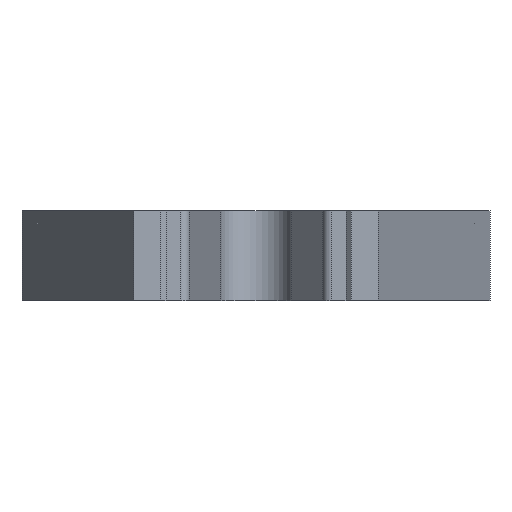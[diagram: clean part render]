
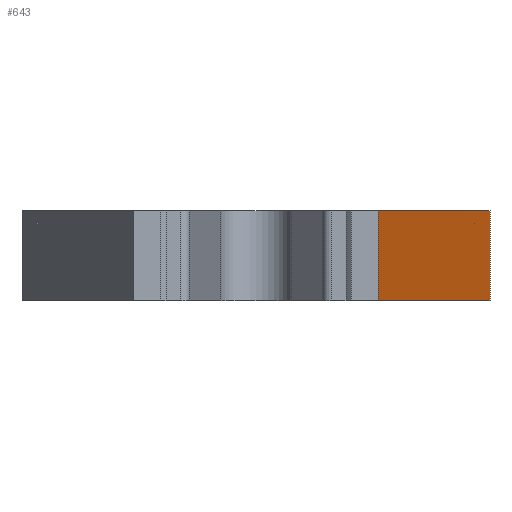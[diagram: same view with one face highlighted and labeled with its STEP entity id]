
A CAD part, front view. The second image highlights one B-rep face of the part: STEP entity #643.
In plain terms, the highlighted planar face has unit normal (0.946, -0.326, 0).
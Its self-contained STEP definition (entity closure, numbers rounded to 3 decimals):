
#607=AXIS2_PLACEMENT_3D('Plane Axis2P3D',#604,#605,#606) ;
#604=CARTESIAN_POINT('Axis2P3D Location',(19.8,0.,0.)) ;
#609=CARTESIAN_POINT('Line Origine',(19.8,0.,2.5)) ;
#613=CARTESIAN_POINT('Vertex',(19.8,0.,0.)) ;
#615=CARTESIAN_POINT('Vertex',(19.8,0.,5.)) ;
#618=CARTESIAN_POINT('Line Origine',(22.9,9.,0.)) ;
#622=CARTESIAN_POINT('Vertex',(26.,18.,0.)) ;
#625=CARTESIAN_POINT('Line Origine',(26.,18.,2.5)) ;
#629=CARTESIAN_POINT('Vertex',(26.,18.,5.)) ;
#632=CARTESIAN_POINT('Line Origine',(22.9,9.,5.)) ;
#605=DIRECTION('Axis2P3D Direction',(0.945,-0.326,0.)) ;
#606=DIRECTION('Axis2P3D XDirection',(0.326,0.945,0.)) ;
#610=DIRECTION('Vector Direction',(0.,0.,1.)) ;
#619=DIRECTION('Vector Direction',(0.326,0.945,0.)) ;
#626=DIRECTION('Vector Direction',(0.,0.,1.)) ;
#633=DIRECTION('Vector Direction',(0.326,0.945,0.)) ;
#611=VECTOR('Line Direction',#610,1.) ;
#620=VECTOR('Line Direction',#619,1.) ;
#627=VECTOR('Line Direction',#626,1.) ;
#634=VECTOR('Line Direction',#633,1.) ;
#638=ORIENTED_EDGE('',*,*,#617,.F.) ;
#639=ORIENTED_EDGE('',*,*,#624,.T.) ;
#640=ORIENTED_EDGE('',*,*,#631,.T.) ;
#641=ORIENTED_EDGE('',*,*,#636,.F.) ;
#643=ADVANCED_FACE('PartBody',(#642),#608,.T.) ;
#617=EDGE_CURVE('',#614,#616,#612,.T.) ;
#624=EDGE_CURVE('',#614,#623,#621,.T.) ;
#631=EDGE_CURVE('',#623,#630,#628,.T.) ;
#636=EDGE_CURVE('',#616,#630,#635,.T.) ;
#637=EDGE_LOOP('',(#638,#639,#640,#641)) ;
#642=FACE_OUTER_BOUND('',#637,.T.) ;
#612=LINE('Line',#609,#611) ;
#621=LINE('Line',#618,#620) ;
#628=LINE('Line',#625,#627) ;
#635=LINE('Line',#632,#634) ;
#608=PLANE('',#607) ;
#614=VERTEX_POINT('',#613) ;
#616=VERTEX_POINT('',#615) ;
#623=VERTEX_POINT('',#622) ;
#630=VERTEX_POINT('',#629) ;
